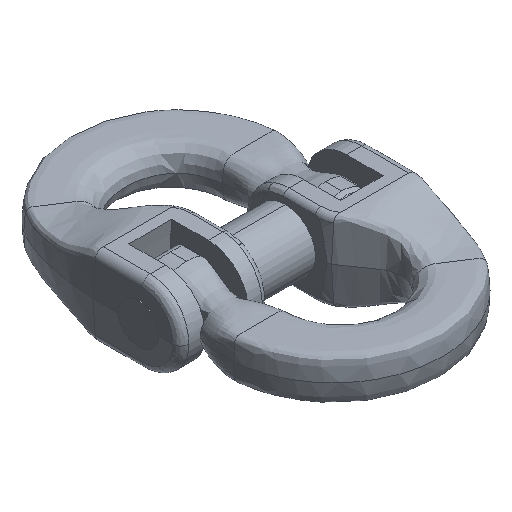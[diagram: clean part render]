
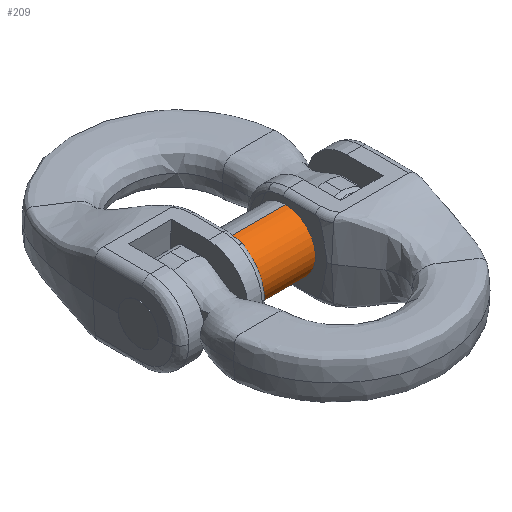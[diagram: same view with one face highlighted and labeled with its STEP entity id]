
A CAD part, isometric view. The second image highlights one B-rep face of the part: STEP entity #209.
In plain terms, the highlighted cylindrical face has radius 7.5 mm (diameter 15 mm), a partial arc.
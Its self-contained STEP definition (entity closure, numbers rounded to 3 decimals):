
#209=ADVANCED_FACE('',(#550),#551,.T.);
#550=FACE_OUTER_BOUND('',#1046,.T.);
#551=CYLINDRICAL_SURFACE('',#1047,7.5);
#1046=EDGE_LOOP('',(#16177,#16178,#16179,#16180));
#1047=AXIS2_PLACEMENT_3D('',#16181,#16182,#16183);
#16177=ORIENTED_EDGE('',*,*,#17465,.T.);
#16178=ORIENTED_EDGE('',*,*,#17481,.F.);
#16179=ORIENTED_EDGE('',*,*,#17468,.T.);
#16180=ORIENTED_EDGE('',*,*,#17482,.T.);
#16181=CARTESIAN_POINT('',(-8.0,31.24,-0.5));
#16182=DIRECTION('',(-1.0,0.0,-0.0));
#16183=DIRECTION('',(0.0,0.0,-1.0));
#17465=EDGE_CURVE('',#18044,#18045,#18046,.T.);
#17468=EDGE_CURVE('',#18051,#18049,#18052,.T.);
#17481=EDGE_CURVE('',#18051,#18045,#18070,.T.);
#17482=EDGE_CURVE('',#18049,#18044,#18071,.T.);
#18044=VERTEX_POINT('',#18891);
#18045=VERTEX_POINT('',#18892);
#18046=LINE('',#18893,#18894);
#18049=VERTEX_POINT('',#18897);
#18051=VERTEX_POINT('',#18899);
#18052=LINE('',#18900,#18901);
#18070=CIRCLE('',#18921,7.5);
#18071=CIRCLE('',#18922,7.5);
#18891=CARTESIAN_POINT('',(-8.0,31.24,-8.0));
#18892=CARTESIAN_POINT('',(6.0,31.24,-8.0));
#18893=CARTESIAN_POINT('',(-8.0,31.24,-8.0));
#18894=VECTOR('',#20986,1.0);
#18897=CARTESIAN_POINT('',(-8.0,31.24,7.0));
#18899=CARTESIAN_POINT('',(6.0,31.24,7.0));
#18900=CARTESIAN_POINT('',(-8.0,31.24,7.0));
#18901=VECTOR('',#20993,1.0);
#18921=AXIS2_PLACEMENT_3D('',#21014,#21015,#21016);
#18922=AXIS2_PLACEMENT_3D('',#21017,#21018,#21019);
#20986=DIRECTION('',(1.0,-0.0,-0.0));
#20993=DIRECTION('',(-1.0,0.0,-0.0));
#21014=CARTESIAN_POINT('',(6.0,31.24,-0.5));
#21015=DIRECTION('',(1.0,0.0,0.0));
#21016=DIRECTION('',(0.0,1.0,0.));
#21017=CARTESIAN_POINT('',(-8.0,31.24,-0.5));
#21018=DIRECTION('',(1.0,0.0,0.0));
#21019=DIRECTION('',(0.0,1.0,0.));
